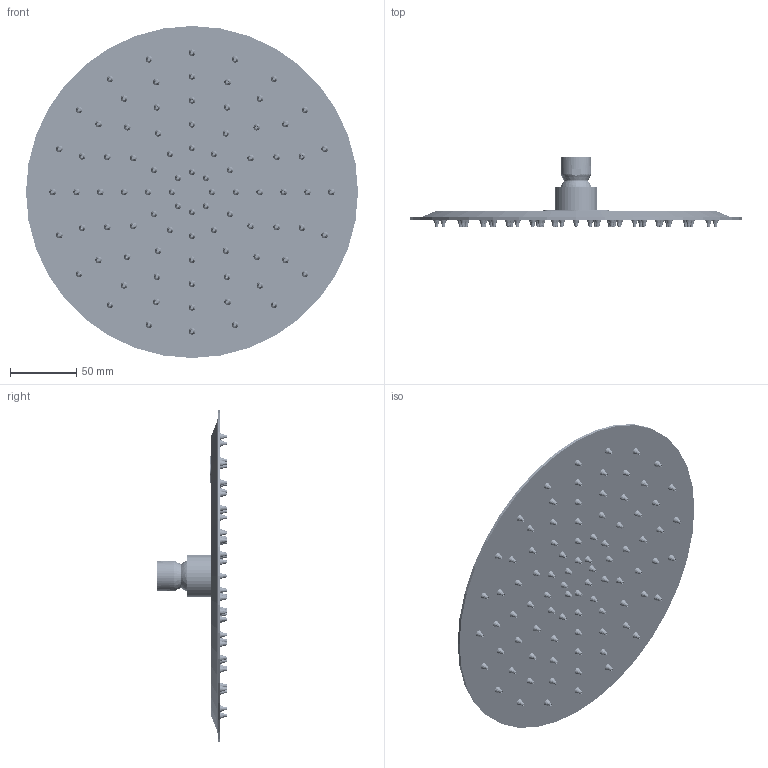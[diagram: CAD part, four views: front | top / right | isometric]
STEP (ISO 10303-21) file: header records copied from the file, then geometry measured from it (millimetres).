
FILE_DESCRIPTION (( 'STEP AP203' ), '1' );
FILE_NAME ('99-255516.STEP', '2024-02-01T06:49:16', ( '' ), ( '' ), 'SwSTEP 2.0', 'SolidWorks 2021', '' );
FILE_SCHEMA (( 'CONFIG_CONTROL_DESIGN' ));
Products named in the file (1): 99-255516
Bounding box: 250 x 52.41 x 250 mm (x, y, z)
Volume: 145666.6 mm3; surface area: 212466 mm2
Topology: 92 solids, 92 shells, 3400 faces, 6835 edges, 3895 vertices
Faces by surface type: bspline 1770, cylinder 931, plane 484, cone 188, torus 25, sphere 2
Entity records: 118362 total; most frequent: CARTESIAN_POINT 55819, ORIENTED_EDGE 13652, DIRECTION 12535, EDGE_CURVE 6826, AXIS2_PLACEMENT_3D 5684, CIRCLE 4053, VERTEX_POINT 3892, EDGE_LOOP 3862
